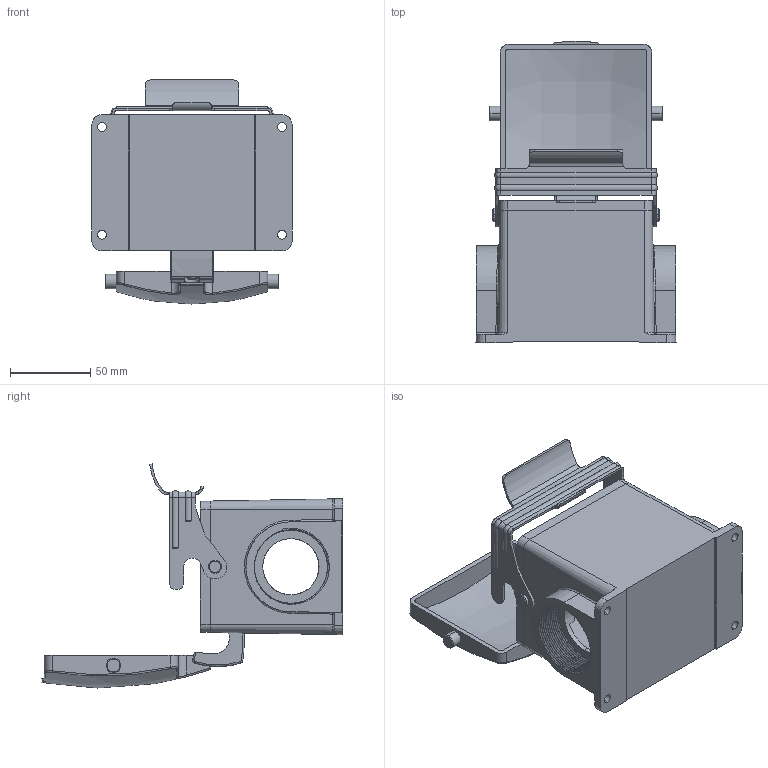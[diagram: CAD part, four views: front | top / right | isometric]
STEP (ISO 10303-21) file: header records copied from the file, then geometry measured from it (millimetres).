
FILE_DESCRIPTION (( 'STEP AP214' ), '1' );
FILE_NAME ('ZP-MC32B-2-SSM36C.step', '2015-08-12T18:07:51', ( '' ), ( '' ), 'SwSTEP 2.0', 'SolidWorks 2014', '' );
FILE_SCHEMA (( 'AUTOMOTIVE_DESIGN' ));
Length unit declared in the file: millimetre
Products named in the file (1): ZP-MC32B-2-SSM36C
Bounding box: 124.33 x 187.48 x 139.27 mm (x, y, z)
Volume: 304608.6 mm3; surface area: 128149.3 mm2
Topology: 2 solids, 2 shells, 440 faces, 1168 edges, 745 vertices
Faces by surface type: cylinder 176, plane 162, bspline 42, cone 40, torus 14, sphere 6
Entity records: 23826 total; most frequent: CARTESIAN_POINT 10197, ORIENTED_EDGE 2324, DIRECTION 2028, EDGE_CURVE 1162, VERTEX_POINT 745, AXIS2_PLACEMENT_3D 727, VECTOR 574, LINE 574
